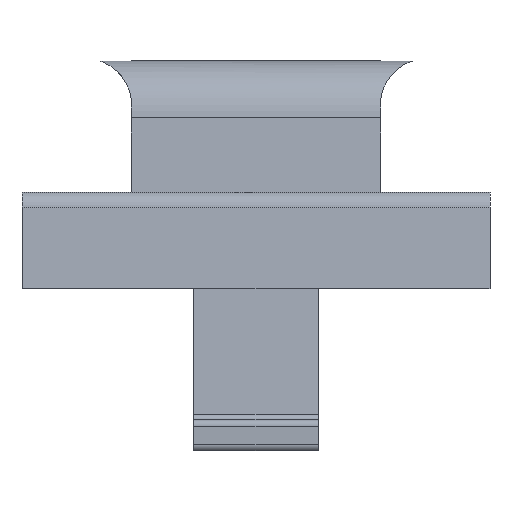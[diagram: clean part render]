
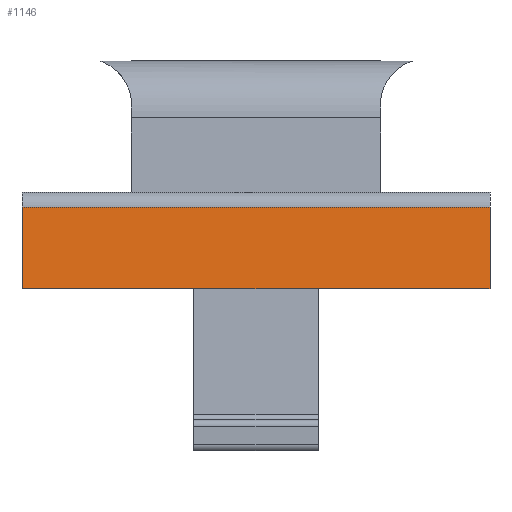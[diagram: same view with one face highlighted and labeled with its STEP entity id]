
A CAD part, left-side view. The second image highlights one B-rep face of the part: STEP entity #1146.
In plain terms, the highlighted planar face has unit normal (-0.996, 0, 0.087).
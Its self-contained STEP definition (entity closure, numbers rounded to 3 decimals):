
#13 = EDGE_CURVE ( 'NONE', #253, #694, #960, .T. ) ;
#76 = LINE ( 'NONE', #1293, #1225 ) ;
#79 = LINE ( 'NONE', #410, #563 ) ;
#81 = DIRECTION ( 'NONE',  ( 0., -1., 0. ) ) ;
#84 = CARTESIAN_POINT ( 'NONE',  ( -47.131, 1.995, -6.1 ) ) ;
#85 = EDGE_CURVE ( 'NONE', #979, #1056, #1445, .T. ) ;
#116 = ORIENTED_EDGE ( 'NONE', *, *, #13, .T. ) ;
#127 = AXIS2_PLACEMENT_3D ( 'NONE', #697, #829, #514 ) ;
#174 = ORIENTED_EDGE ( 'NONE', *, *, #778, .T. ) ;
#185 = LINE ( 'NONE', #1309, #382 ) ;
#202 = LINE ( 'NONE', #793, #435 ) ;
#216 = FACE_OUTER_BOUND ( 'NONE', #620, .T. ) ;
#231 = CARTESIAN_POINT ( 'NONE',  ( -47.131, -7.5, -6.1 ) ) ;
#234 = VECTOR ( 'NONE', #81, 1000. ) ;
#253 = VERTEX_POINT ( 'NONE', #1341 ) ;
#297 = ORIENTED_EDGE ( 'NONE', *, *, #608, .F. ) ;
#382 = VECTOR ( 'NONE', #861, 1000. ) ;
#410 = CARTESIAN_POINT ( 'NONE',  ( -47.131, 7.5, -6.1 ) ) ;
#435 = VECTOR ( 'NONE', #800, 1000. ) ;
#514 = DIRECTION ( 'NONE',  ( -0.087, 0., -0.996 ) ) ;
#563 = VECTOR ( 'NONE', #725, 1000. ) ;
#608 = EDGE_CURVE ( 'NONE', #1221, #694, #79, .T. ) ;
#619 = ORIENTED_EDGE ( 'NONE', *, *, #1408, .F. ) ;
#620 = EDGE_LOOP ( 'NONE', ( #619, #1248, #116, #297, #174, #1175 ) ) ;
#694 = VERTEX_POINT ( 'NONE', #84 ) ;
#697 = CARTESIAN_POINT ( 'NONE',  ( -47.131, 7.5, -6.1 ) ) ;
#725 = DIRECTION ( 'NONE',  ( 0., 1., 0. ) ) ;
#749 = CARTESIAN_POINT ( 'NONE',  ( -47.131, 5., -6.1 ) ) ;
#778 = EDGE_CURVE ( 'NONE', #1221, #1056, #185, .T. ) ;
#793 = CARTESIAN_POINT ( 'NONE',  ( -47.131, 7.5, -6.1 ) ) ;
#800 = DIRECTION ( 'NONE',  ( 0.087, 0., 0.996 ) ) ;
#829 = DIRECTION ( 'NONE',  ( 0.996, 0., -0.087 ) ) ;
#861 = DIRECTION ( 'NONE',  ( 0., -1., 0. ) ) ;
#864 = DIRECTION ( 'NONE',  ( -0.087, 0., -0.996 ) ) ;
#908 = CARTESIAN_POINT ( 'NONE',  ( -46.903, 7.5, -3.49 ) ) ;
#943 = VERTEX_POINT ( 'NONE', #908 ) ;
#960 = LINE ( 'NONE', #749, #234 ) ;
#979 = VERTEX_POINT ( 'NONE', #1347 ) ;
#1023 = EDGE_CURVE ( 'NONE', #253, #943, #202, .T. ) ;
#1056 = VERTEX_POINT ( 'NONE', #231 ) ;
#1079 = CARTESIAN_POINT ( 'NONE',  ( -47.131, -1.995, -6.1 ) ) ;
#1100 = VECTOR ( 'NONE', #864, 1000. ) ;
#1146 = ADVANCED_FACE ( 'NONE', ( #216 ), #1270, .F. ) ;
#1175 = ORIENTED_EDGE ( 'NONE', *, *, #85, .F. ) ;
#1221 = VERTEX_POINT ( 'NONE', #1079 ) ;
#1225 = VECTOR ( 'NONE', #1303, 1000. ) ;
#1248 = ORIENTED_EDGE ( 'NONE', *, *, #1023, .F. ) ;
#1270 = PLANE ( 'NONE',  #127 ) ;
#1293 = CARTESIAN_POINT ( 'NONE',  ( -46.903, 7.5, -3.49 ) ) ;
#1303 = DIRECTION ( 'NONE',  ( 0., -1., 0. ) ) ;
#1309 = CARTESIAN_POINT ( 'NONE',  ( -47.131, 5., -6.1 ) ) ;
#1313 = CARTESIAN_POINT ( 'NONE',  ( -47.131, -7.5, -6.1 ) ) ;
#1341 = CARTESIAN_POINT ( 'NONE',  ( -47.131, 7.5, -6.1 ) ) ;
#1347 = CARTESIAN_POINT ( 'NONE',  ( -46.903, -7.5, -3.49 ) ) ;
#1408 = EDGE_CURVE ( 'NONE', #943, #979, #76, .T. ) ;
#1445 = LINE ( 'NONE', #1313, #1100 ) ;
